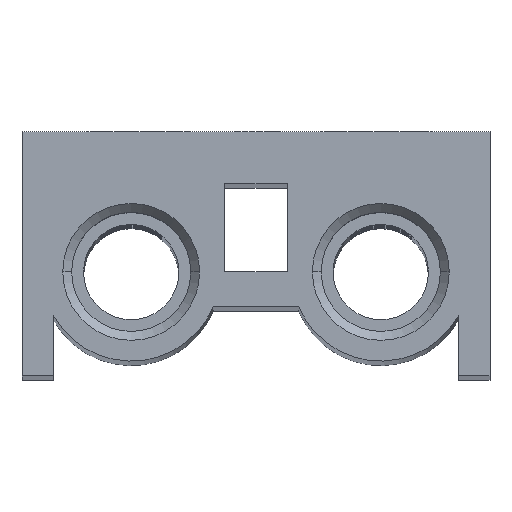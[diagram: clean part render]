
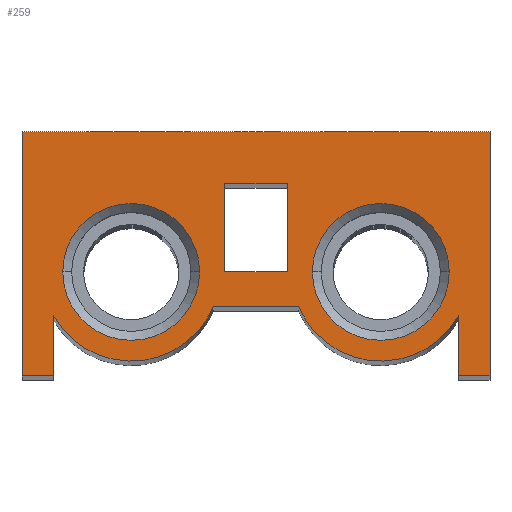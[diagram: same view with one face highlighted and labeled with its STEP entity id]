
A CAD part, top view. The second image highlights one B-rep face of the part: STEP entity #259.
In plain terms, the highlighted planar face has unit normal (0, 0, 1).
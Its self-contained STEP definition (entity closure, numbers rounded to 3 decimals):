
#177 = DIRECTION ( 'NONE',  ( 0., 1., 0. ) ) ;
#259 = ADVANCED_FACE ( 'NONE', ( #1034, #4894, #413, #7396 ), #4227, .T. ) ;
#328 = VECTOR ( 'NONE', #3753, 1000. ) ;
#334 = CARTESIAN_POINT ( 'NONE',  ( -3., 18.5, 253. ) ) ;
#379 = DIRECTION ( 'NONE',  ( -1., 0., 0. ) ) ;
#394 = CARTESIAN_POINT ( 'NONE',  ( 19.5, 5.836, 253. ) ) ;
#413 = FACE_BOUND ( 'NONE', #2698, .T. ) ;
#424 = DIRECTION ( 'NONE',  ( 0., 0., -1. ) ) ;
#452 = CARTESIAN_POINT ( 'NONE',  ( 12., 10., 253. ) ) ;
#545 = DIRECTION ( 'NONE',  ( 1., 0., 0. ) ) ;
#576 = LINE ( 'NONE', #1940, #5279 ) ;
#585 = CARTESIAN_POINT ( 'NONE',  ( -22.5, 0., 253. ) ) ;
#600 = VERTEX_POINT ( 'NONE', #2479 ) ;
#614 = ORIENTED_EDGE ( 'NONE', *, *, #1758, .F. ) ;
#625 = VECTOR ( 'NONE', #2285, 1000. ) ;
#696 = EDGE_CURVE ( 'NONE', #1695, #7165, #8172, .T. ) ;
#715 = VECTOR ( 'NONE', #177, 1000. ) ;
#794 = CARTESIAN_POINT ( 'NONE',  ( -4.096, 6.667, 253. ) ) ;
#869 = CARTESIAN_POINT ( 'NONE',  ( -19.5, 0., 253. ) ) ;
#980 = CIRCLE ( 'NONE', #5622, 6.579 ) ;
#983 = AXIS2_PLACEMENT_3D ( 'NONE', #1620, #3579, #379 ) ;
#1011 = ORIENTED_EDGE ( 'NONE', *, *, #4058, .T. ) ;
#1034 = FACE_BOUND ( 'NONE', #1197, .T. ) ;
#1077 = CARTESIAN_POINT ( 'NONE',  ( -19.5, 5.836, 253. ) ) ;
#1152 = DIRECTION ( 'NONE',  ( 0., 0., 1. ) ) ;
#1153 = LINE ( 'NONE', #3693, #5351 ) ;
#1197 = EDGE_LOOP ( 'NONE', ( #7844, #5730 ) ) ;
#1244 = DIRECTION ( 'NONE',  ( 0., 0., 1. ) ) ;
#1334 = EDGE_CURVE ( 'NONE', #3678, #3691, #980, .T. ) ;
#1338 = CARTESIAN_POINT ( 'NONE',  ( -4.096, 6.667, 253. ) ) ;
#1418 = ORIENTED_EDGE ( 'NONE', *, *, #2833, .T. ) ;
#1620 = CARTESIAN_POINT ( 'NONE',  ( 12., 10., 253. ) ) ;
#1663 = CARTESIAN_POINT ( 'NONE',  ( 22.5, 0., 253. ) ) ;
#1695 = VERTEX_POINT ( 'NONE', #3286 ) ;
#1758 = EDGE_CURVE ( 'NONE', #5277, #600, #5283, .T. ) ;
#1783 = ORIENTED_EDGE ( 'NONE', *, *, #3689, .F. ) ;
#1807 = DIRECTION ( 'NONE',  ( 0., 1., 0. ) ) ;
#1829 = LINE ( 'NONE', #585, #4198 ) ;
#1910 = CARTESIAN_POINT ( 'NONE',  ( 18.579, 10., 253. ) ) ;
#1938 = CIRCLE ( 'NONE', #2480, 6.579 ) ;
#1940 = CARTESIAN_POINT ( 'NONE',  ( -19.5, 0., 253. ) ) ;
#1993 = CARTESIAN_POINT ( 'NONE',  ( -12., 10., 253. ) ) ;
#2037 = VERTEX_POINT ( 'NONE', #6390 ) ;
#2072 = VECTOR ( 'NONE', #7817, 1000. ) ;
#2210 = CARTESIAN_POINT ( 'NONE',  ( -18.579, 10., 253. ) ) ;
#2224 = ORIENTED_EDGE ( 'NONE', *, *, #3827, .T. ) ;
#2285 = DIRECTION ( 'NONE',  ( -1., 0., 0. ) ) ;
#2340 = ORIENTED_EDGE ( 'NONE', *, *, #3880, .T. ) ;
#2479 = CARTESIAN_POINT ( 'NONE',  ( -3., 10., 253. ) ) ;
#2480 = AXIS2_PLACEMENT_3D ( 'NONE', #8077, #6818, #2924 ) ;
#2615 = ORIENTED_EDGE ( 'NONE', *, *, #6144, .T. ) ;
#2616 = ORIENTED_EDGE ( 'NONE', *, *, #4356, .T. ) ;
#2631 = EDGE_LOOP ( 'NONE', ( #6492, #5319, #1011, #1418, #5039, #2616, #2615, #2340, #5751, #7744 ) ) ;
#2698 = EDGE_LOOP ( 'NONE', ( #2224, #6775 ) ) ;
#2707 = DIRECTION ( 'NONE',  ( 1., 0., 0. ) ) ;
#2752 = VECTOR ( 'NONE', #3990, 1000. ) ;
#2754 = CIRCLE ( 'NONE', #4997, 6.579 ) ;
#2833 = EDGE_CURVE ( 'NONE', #8186, #6098, #3019, .T. ) ;
#2850 = ORIENTED_EDGE ( 'NONE', *, *, #4380, .F. ) ;
#2924 = DIRECTION ( 'NONE',  ( -1., 0., 0. ) ) ;
#2986 = VERTEX_POINT ( 'NONE', #4748 ) ;
#2990 = DIRECTION ( 'NONE',  ( 0., 0., 1. ) ) ;
#3019 = CIRCLE ( 'NONE', #6981, 8.579 ) ;
#3084 = EDGE_CURVE ( 'NONE', #6098, #2986, #7580, .T. ) ;
#3201 = VERTEX_POINT ( 'NONE', #7619 ) ;
#3286 = CARTESIAN_POINT ( 'NONE',  ( 3., 10., 253. ) ) ;
#3293 = DIRECTION ( 'NONE',  ( 0., 0., -1. ) ) ;
#3339 = LINE ( 'NONE', #7117, #715 ) ;
#3349 = VERTEX_POINT ( 'NONE', #394 ) ;
#3375 = LINE ( 'NONE', #6667, #2752 ) ;
#3390 = EDGE_CURVE ( 'NONE', #2037, #5960, #1829, .T. ) ;
#3579 = DIRECTION ( 'NONE',  ( 0., 0., -1. ) ) ;
#3598 = CARTESIAN_POINT ( 'NONE',  ( -3., 18.5, 253. ) ) ;
#3678 = VERTEX_POINT ( 'NONE', #6006 ) ;
#3689 = EDGE_CURVE ( 'NONE', #600, #1695, #3375, .T. ) ;
#3691 = VERTEX_POINT ( 'NONE', #2210 ) ;
#3693 = CARTESIAN_POINT ( 'NONE',  ( 3., 18.5, 253. ) ) ;
#3742 = DIRECTION ( 'NONE',  ( 1., 0., 0. ) ) ;
#3753 = DIRECTION ( 'NONE',  ( 0., -1., 0. ) ) ;
#3821 = CARTESIAN_POINT ( 'NONE',  ( -12., 10., 253. ) ) ;
#3827 = EDGE_CURVE ( 'NONE', #5403, #6063, #1938, .T. ) ;
#3878 = EDGE_LOOP ( 'NONE', ( #614, #2850, #8147, #1783 ) ) ;
#3880 = EDGE_CURVE ( 'NONE', #6926, #3977, #6239, .T. ) ;
#3977 = VERTEX_POINT ( 'NONE', #1663 ) ;
#3990 = DIRECTION ( 'NONE',  ( 1., 0., 0. ) ) ;
#4058 = EDGE_CURVE ( 'NONE', #5960, #8186, #576, .T. ) ;
#4146 = DIRECTION ( 'NONE',  ( -1., 0., 0. ) ) ;
#4171 = CARTESIAN_POINT ( 'NONE',  ( 19.5, 5.836, 253. ) ) ;
#4198 = VECTOR ( 'NONE', #545, 1000. ) ;
#4227 = PLANE ( 'NONE',  #7388 ) ;
#4356 = EDGE_CURVE ( 'NONE', #2986, #3349, #5202, .T. ) ;
#4362 = VERTEX_POINT ( 'NONE', #6190 ) ;
#4380 = EDGE_CURVE ( 'NONE', #7165, #5277, #1153, .T. ) ;
#4461 = VECTOR ( 'NONE', #4823, 1000. ) ;
#4527 = AXIS2_PLACEMENT_3D ( 'NONE', #452, #2990, #6810 ) ;
#4699 = DIRECTION ( 'NONE',  ( -1., 0., 0. ) ) ;
#4714 = LINE ( 'NONE', #4171, #5284 ) ;
#4748 = CARTESIAN_POINT ( 'NONE',  ( 4.096, 6.667, 253. ) ) ;
#4823 = DIRECTION ( 'NONE',  ( 1., 0., 0. ) ) ;
#4894 = FACE_BOUND ( 'NONE', #3878, .T. ) ;
#4997 = AXIS2_PLACEMENT_3D ( 'NONE', #3821, #3293, #6448 ) ;
#5014 = DIRECTION ( 'NONE',  ( 1., 0., 0. ) ) ;
#5039 = ORIENTED_EDGE ( 'NONE', *, *, #3084, .T. ) ;
#5090 = CIRCLE ( 'NONE', #983, 6.579 ) ;
#5202 = CIRCLE ( 'NONE', #4527, 8.579 ) ;
#5277 = VERTEX_POINT ( 'NONE', #3598 ) ;
#5279 = VECTOR ( 'NONE', #6967, 1000. ) ;
#5283 = LINE ( 'NONE', #334, #2072 ) ;
#5284 = VECTOR ( 'NONE', #7251, 1000. ) ;
#5319 = ORIENTED_EDGE ( 'NONE', *, *, #3390, .T. ) ;
#5351 = VECTOR ( 'NONE', #4146, 1000. ) ;
#5403 = VERTEX_POINT ( 'NONE', #1910 ) ;
#5526 = CARTESIAN_POINT ( 'NONE',  ( 22.5, 23.5, 253. ) ) ;
#5592 = CARTESIAN_POINT ( 'NONE',  ( -22.5, 23.5, 253. ) ) ;
#5622 = AXIS2_PLACEMENT_3D ( 'NONE', #6629, #424, #4699 ) ;
#5702 = EDGE_CURVE ( 'NONE', #3691, #3678, #2754, .T. ) ;
#5730 = ORIENTED_EDGE ( 'NONE', *, *, #5702, .T. ) ;
#5751 = ORIENTED_EDGE ( 'NONE', *, *, #6439, .T. ) ;
#5960 = VERTEX_POINT ( 'NONE', #869 ) ;
#6006 = CARTESIAN_POINT ( 'NONE',  ( -5.421, 10., 253. ) ) ;
#6060 = EDGE_CURVE ( 'NONE', #3201, #4362, #7359, .T. ) ;
#6063 = VERTEX_POINT ( 'NONE', #8072 ) ;
#6098 = VERTEX_POINT ( 'NONE', #1338 ) ;
#6144 = EDGE_CURVE ( 'NONE', #3349, #6926, #4714, .T. ) ;
#6190 = CARTESIAN_POINT ( 'NONE',  ( -22.5, 23.5, 253. ) ) ;
#6239 = LINE ( 'NONE', #7482, #4461 ) ;
#6261 = LINE ( 'NONE', #5592, #328 ) ;
#6390 = CARTESIAN_POINT ( 'NONE',  ( -22.5, 0., 253. ) ) ;
#6439 = EDGE_CURVE ( 'NONE', #3977, #3201, #3339, .T. ) ;
#6448 = DIRECTION ( 'NONE',  ( -1., 0., 0. ) ) ;
#6492 = ORIENTED_EDGE ( 'NONE', *, *, #6977, .T. ) ;
#6622 = EDGE_CURVE ( 'NONE', #6063, #5403, #5090, .T. ) ;
#6629 = CARTESIAN_POINT ( 'NONE',  ( -12., 10., 253. ) ) ;
#6667 = CARTESIAN_POINT ( 'NONE',  ( -3., 10., 253. ) ) ;
#6771 = CARTESIAN_POINT ( 'NONE',  ( 19.5, 0., 253. ) ) ;
#6775 = ORIENTED_EDGE ( 'NONE', *, *, #6622, .T. ) ;
#6777 = CARTESIAN_POINT ( 'NONE',  ( -12., 10., 253. ) ) ;
#6810 = DIRECTION ( 'NONE',  ( 1., 0., 0. ) ) ;
#6818 = DIRECTION ( 'NONE',  ( 0., 0., -1. ) ) ;
#6926 = VERTEX_POINT ( 'NONE', #6771 ) ;
#6967 = DIRECTION ( 'NONE',  ( 0., 1., 0. ) ) ;
#6977 = EDGE_CURVE ( 'NONE', #4362, #2037, #6261, .T. ) ;
#6981 = AXIS2_PLACEMENT_3D ( 'NONE', #1993, #1244, #3742 ) ;
#7117 = CARTESIAN_POINT ( 'NONE',  ( 22.5, 0., 253. ) ) ;
#7165 = VERTEX_POINT ( 'NONE', #8115 ) ;
#7251 = DIRECTION ( 'NONE',  ( 0., -1., 0. ) ) ;
#7359 = LINE ( 'NONE', #5526, #625 ) ;
#7388 = AXIS2_PLACEMENT_3D ( 'NONE', #6777, #1152, #5014 ) ;
#7394 = VECTOR ( 'NONE', #1807, 1000. ) ;
#7396 = FACE_OUTER_BOUND ( 'NONE', #2631, .T. ) ;
#7482 = CARTESIAN_POINT ( 'NONE',  ( 19.5, 0., 253. ) ) ;
#7506 = CARTESIAN_POINT ( 'NONE',  ( 3., 10., 253. ) ) ;
#7580 = LINE ( 'NONE', #794, #7931 ) ;
#7619 = CARTESIAN_POINT ( 'NONE',  ( 22.5, 23.5, 253. ) ) ;
#7744 = ORIENTED_EDGE ( 'NONE', *, *, #6060, .T. ) ;
#7817 = DIRECTION ( 'NONE',  ( 0., -1., 0. ) ) ;
#7844 = ORIENTED_EDGE ( 'NONE', *, *, #1334, .T. ) ;
#7931 = VECTOR ( 'NONE', #2707, 1000. ) ;
#8072 = CARTESIAN_POINT ( 'NONE',  ( 5.421, 10., 253. ) ) ;
#8077 = CARTESIAN_POINT ( 'NONE',  ( 12., 10., 253. ) ) ;
#8115 = CARTESIAN_POINT ( 'NONE',  ( 3., 18.5, 253. ) ) ;
#8147 = ORIENTED_EDGE ( 'NONE', *, *, #696, .F. ) ;
#8172 = LINE ( 'NONE', #7506, #7394 ) ;
#8186 = VERTEX_POINT ( 'NONE', #1077 ) ;
